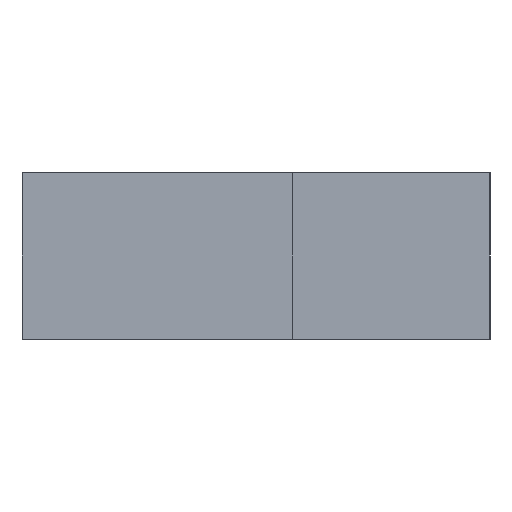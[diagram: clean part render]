
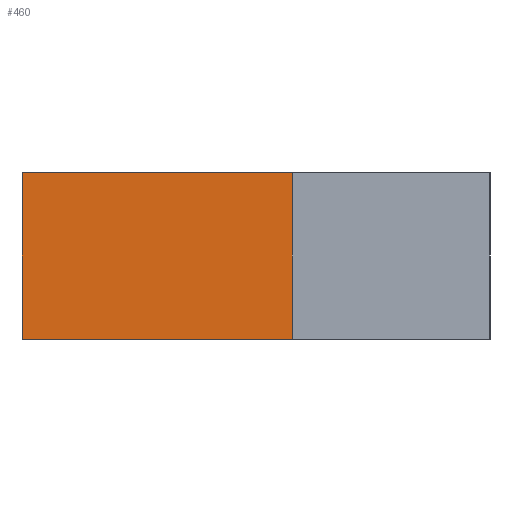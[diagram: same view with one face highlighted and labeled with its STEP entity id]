
A CAD part, left-side view. The second image highlights one B-rep face of the part: STEP entity #460.
In plain terms, the highlighted planar face has unit normal (-1, 0, 0).
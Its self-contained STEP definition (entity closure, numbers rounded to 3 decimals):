
#35 = LINE ( 'NONE', #384, #141 ) ;
#52 = CARTESIAN_POINT ( 'NONE',  ( -21.694, -6., 0. ) ) ;
#55 = LINE ( 'NONE', #52, #353 ) ;
#56 = EDGE_CURVE ( 'NONE', #223, #131, #35, .T. ) ;
#60 = ORIENTED_EDGE ( 'NONE', *, *, #56, .F. ) ;
#84 = ORIENTED_EDGE ( 'NONE', *, *, #239, .T. ) ;
#97 = EDGE_CURVE ( 'NONE', #223, #274, #222, .T. ) ;
#98 = VERTEX_POINT ( 'NONE', #378 ) ;
#102 = FACE_OUTER_BOUND ( 'NONE', #198, .T. ) ;
#131 = VERTEX_POINT ( 'NONE', #488 ) ;
#141 = VECTOR ( 'NONE', #338, 1000. ) ;
#182 = CARTESIAN_POINT ( 'NONE',  ( -21.694, 0., 3.7 ) ) ;
#188 = VECTOR ( 'NONE', #371, 1000. ) ;
#198 = EDGE_LOOP ( 'NONE', ( #84, #401, #60, #501 ) ) ;
#208 = CARTESIAN_POINT ( 'NONE',  ( -21.694, 0., 0. ) ) ;
#214 = CARTESIAN_POINT ( 'NONE',  ( -21.694, -6., 3.7 ) ) ;
#215 = EDGE_CURVE ( 'NONE', #131, #98, #435, .T. ) ;
#222 = LINE ( 'NONE', #182, #188 ) ;
#223 = VERTEX_POINT ( 'NONE', #402 ) ;
#239 = EDGE_CURVE ( 'NONE', #274, #98, #55, .T. ) ;
#246 = DIRECTION ( 'NONE',  ( 0., -1., 0. ) ) ;
#265 = PLANE ( 'NONE',  #479 ) ;
#274 = VERTEX_POINT ( 'NONE', #208 ) ;
#338 = DIRECTION ( 'NONE',  ( 0., -1., 0. ) ) ;
#353 = VECTOR ( 'NONE', #246, 1000. ) ;
#371 = DIRECTION ( 'NONE',  ( 0., 0., -1. ) ) ;
#378 = CARTESIAN_POINT ( 'NONE',  ( -21.694, -6., 0. ) ) ;
#384 = CARTESIAN_POINT ( 'NONE',  ( -21.694, -6., 3.7 ) ) ;
#397 = DIRECTION ( 'NONE',  ( 0., 0., -1. ) ) ;
#401 = ORIENTED_EDGE ( 'NONE', *, *, #215, .F. ) ;
#402 = CARTESIAN_POINT ( 'NONE',  ( -21.694, 0., 3.7 ) ) ;
#417 = CARTESIAN_POINT ( 'NONE',  ( -21.694, -6., 3.7 ) ) ;
#432 = VECTOR ( 'NONE', #397, 1000. ) ;
#435 = LINE ( 'NONE', #214, #432 ) ;
#446 = DIRECTION ( 'NONE',  ( 0., 1., 0. ) ) ;
#451 = DIRECTION ( 'NONE',  ( 1., 0., 0. ) ) ;
#460 = ADVANCED_FACE ( 'NONE', ( #102 ), #265, .F. ) ;
#479 = AXIS2_PLACEMENT_3D ( 'NONE', #417, #451, #446 ) ;
#488 = CARTESIAN_POINT ( 'NONE',  ( -21.694, -6., 3.7 ) ) ;
#501 = ORIENTED_EDGE ( 'NONE', *, *, #97, .T. ) ;
